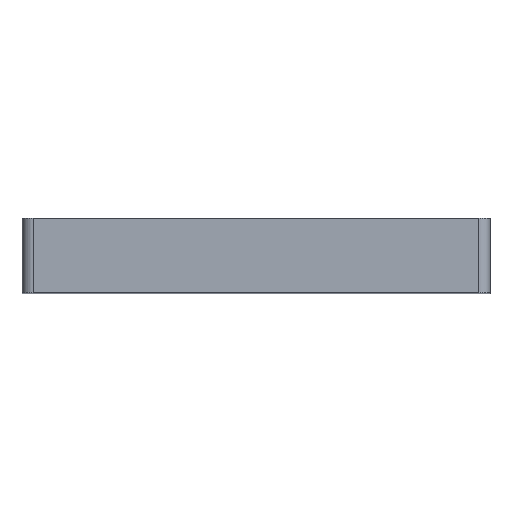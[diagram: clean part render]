
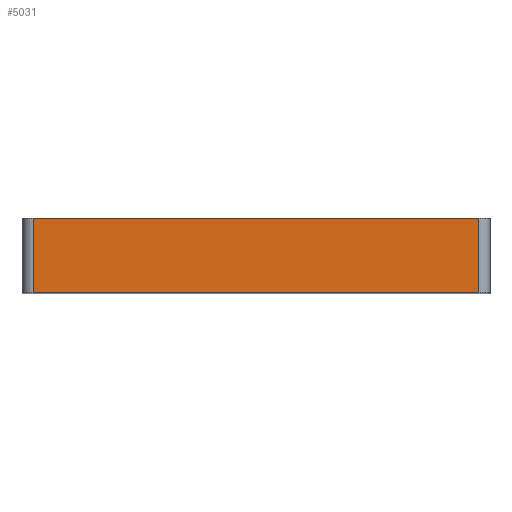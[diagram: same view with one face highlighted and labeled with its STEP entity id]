
A CAD part, top view. The second image highlights one B-rep face of the part: STEP entity #5031.
In plain terms, the highlighted planar face has unit normal (0, 0, 1).
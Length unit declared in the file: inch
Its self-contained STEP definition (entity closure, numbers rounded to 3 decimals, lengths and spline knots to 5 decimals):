
#691=FACE_OUTER_BOUND('',#1089,.T.);
#1089=EDGE_LOOP('',(#3960,#3961,#3962,#3963));
#1370=LINE('',#7051,#1805);
#1377=LINE('',#7083,#1812);
#1453=LINE('',#7628,#1888);
#1455=LINE('',#7631,#1890);
#1805=VECTOR('',#6029,0.3937);
#1812=VECTOR('',#6058,0.3937);
#1888=VECTOR('',#6150,0.3937);
#1890=VECTOR('',#6154,0.3937);
#2292=VERTEX_POINT('',#7048);
#2293=VERTEX_POINT('',#7050);
#2306=VERTEX_POINT('',#7080);
#2307=VERTEX_POINT('',#7082);
#2850=EDGE_CURVE('',#2292,#2293,#1370,.T.);
#2866=EDGE_CURVE('',#2306,#2307,#1377,.T.);
#3011=EDGE_CURVE('',#2293,#2306,#1453,.T.);
#3013=EDGE_CURVE('',#2307,#2292,#1455,.T.);
#3960=ORIENTED_EDGE('',*,*,#3011,.F.);
#3961=ORIENTED_EDGE('',*,*,#2850,.F.);
#3962=ORIENTED_EDGE('',*,*,#3013,.F.);
#3963=ORIENTED_EDGE('',*,*,#2866,.F.);
#4857=PLANE('',#5445);
#5031=ADVANCED_FACE('',(#691),#4857,.T.);
#5445=AXIS2_PLACEMENT_3D('',#7630,#6152,#6153);
#6029=DIRECTION('',(1.,0.,0.));
#6058=DIRECTION('',(-1.,0.,0.));
#6150=DIRECTION('',(0.,-1.,0.));
#6152=DIRECTION('center_axis',(0.,0.,1.));
#6153=DIRECTION('ref_axis',(1.,0.,0.));
#6154=DIRECTION('',(0.,1.,0.));
#7048=CARTESIAN_POINT('',(-1.53024,0.12572,2.3957));
#7050=CARTESIAN_POINT('',(1.53334,0.12572,2.3957));
#7051=CARTESIAN_POINT('',(1.61208,0.12572,2.3957));
#7080=CARTESIAN_POINT('',(1.53334,-0.38609,2.3957));
#7082=CARTESIAN_POINT('',(-1.53024,-0.38609,2.3957));
#7083=CARTESIAN_POINT('',(1.61208,-0.38609,2.3957));
#7628=CARTESIAN_POINT('',(1.53334,-0.38609,2.3957));
#7630=CARTESIAN_POINT('Origin',(-1.60898,-0.38609,2.3957));
#7631=CARTESIAN_POINT('',(-1.53024,-0.38609,2.3957));
